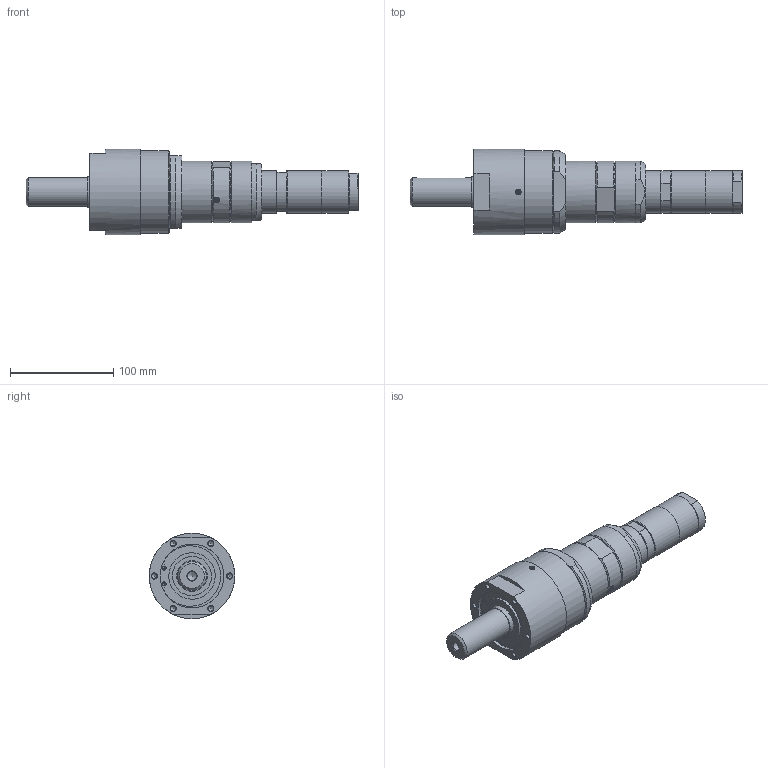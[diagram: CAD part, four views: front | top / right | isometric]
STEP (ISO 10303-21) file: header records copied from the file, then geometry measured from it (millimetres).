
FILE_DESCRIPTION(/* description */ (''),/* implementation_level */ '2;1');
FILE_NAME(/* name */ 'MRD 38-25_60008847.stp',/* time_stamp */ '2018-06-07T14:46:28+02:00',/* author */ ('FLambert'),/* organization */ (''),/* preprocessor_version */ 'ST-DEVELOPER v17',/* originating_system */ 'Autodesk Inventor 2018',/* authorisation */ '');
FILE_SCHEMA (('AUTOMOTIVE_DESIGN { 1 0 10303 214 3 1 1 }'));
Length unit declared in the file: millimetre
Products named in the file (1): MRD 38-25_60008847
Bounding box: 322 x 83 x 83 mm (x, y, z)
Volume: 816379.2 mm3; surface area: 78289.6 mm2
Topology: 1 solids, 54 shells, 550 faces, 1272 edges, 857 vertices
Faces by surface type: cylinder 257, plane 232, cone 46, bspline 7, torus 4, sphere 4
Full cylindrical faces by diameter (mm): 1.55 x4, 3.6 x2, 4 x3, 4.917 x6, 5 x2, 5.5 x2, 8.376 x1, 11.445 x3, 28 x1, 30 x1, 36.489 x1, 38 x1, 41.5 x3, 42 x1, 45 x1, 60 x2, 62 x2, 65 x1, 67 x1, 67.4 x1, 80 x1, 83 x1
Entity records: 16671 total; most frequent: CARTESIAN_POINT 3261, DIRECTION 2916, ORIENTED_EDGE 2528, EDGE_CURVE 1264, AXIS2_PLACEMENT_3D 1193, VERTEX_POINT 857, CIRCLE 649, EDGE_LOOP 593
